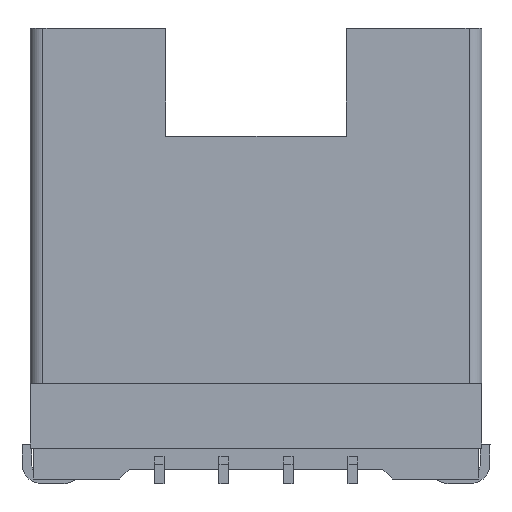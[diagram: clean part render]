
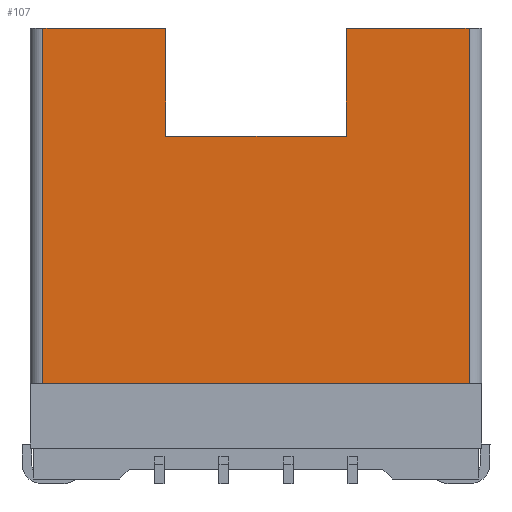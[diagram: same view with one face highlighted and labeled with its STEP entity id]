
A CAD part, left-side view. The second image highlights one B-rep face of the part: STEP entity #107.
In plain terms, the highlighted planar face has unit normal (-1, 0, 0).
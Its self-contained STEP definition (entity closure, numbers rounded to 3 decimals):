
#107=ADVANCED_FACE('',(#361),#362,.T.);
#361=FACE_OUTER_BOUND('',#805,.T.);
#362=PLANE('',#806);
#805=EDGE_LOOP('',(#1470,#1471,#1472,#1473,#1474,#1475,#1476,#1477));
#806=AXIS2_PLACEMENT_3D('',#1478,#1479,#1480);
#1470=ORIENTED_EDGE('',*,*,#3273,.F.);
#1471=ORIENTED_EDGE('',*,*,#3274,.T.);
#1472=ORIENTED_EDGE('',*,*,#3275,.F.);
#1473=ORIENTED_EDGE('',*,*,#3276,.T.);
#1474=ORIENTED_EDGE('',*,*,#3277,.F.);
#1475=ORIENTED_EDGE('',*,*,#3271,.F.);
#1476=ORIENTED_EDGE('',*,*,#3264,.T.);
#1477=ORIENTED_EDGE('',*,*,#3278,.T.);
#1478=CARTESIAN_POINT('',(-36.603,11.635,129.095));
#1479=DIRECTION('',(-1.0,0.,0.));
#1480=DIRECTION('',(0.,0.0,1.0));
#3264=EDGE_CURVE('',#4031,#4029,#4032,.T.);
#3271=EDGE_CURVE('',#4031,#4044,#4045,.T.);
#3273=EDGE_CURVE('',#4047,#4048,#4049,.T.);
#3274=EDGE_CURVE('',#4047,#4050,#4051,.T.);
#3275=EDGE_CURVE('',#4052,#4050,#4053,.T.);
#3276=EDGE_CURVE('',#4052,#4054,#4055,.T.);
#3277=EDGE_CURVE('',#4044,#4054,#4056,.T.);
#3278=EDGE_CURVE('',#4029,#4048,#4057,.T.);
#4029=VERTEX_POINT('',#5299);
#4031=VERTEX_POINT('',#5302);
#4032=LINE('',#5303,#5304);
#4044=VERTEX_POINT('',#5321);
#4045=LINE('',#5322,#5323);
#4047=VERTEX_POINT('',#5325);
#4048=VERTEX_POINT('',#5326);
#4049=LINE('',#5327,#5328);
#4050=VERTEX_POINT('',#5329);
#4051=LINE('',#5330,#5331);
#4052=VERTEX_POINT('',#5332);
#4053=LINE('',#5333,#5334);
#4054=VERTEX_POINT('',#5335);
#4055=LINE('',#5336,#5337);
#4056=LINE('',#5338,#5339);
#4057=LINE('',#5340,#5341);
#5299=CARTESIAN_POINT('',(-36.603,8.385,130.765));
#5302=CARTESIAN_POINT('',(-36.603,6.485,130.765));
#5303=CARTESIAN_POINT('',(-36.603,55.037,130.765));
#5304=VECTOR('',#6731,1.0);
#5321=CARTESIAN_POINT('',(-36.603,6.485,125.265));
#5322=CARTESIAN_POINT('',(-36.603,6.485,127.215));
#5323=VECTOR('',#6740,1.0);
#5325=CARTESIAN_POINT('',(-36.603,11.185,129.095));
#5326=CARTESIAN_POINT('',(-36.603,8.385,129.095));
#5327=CARTESIAN_POINT('',(-36.603,55.037,129.095));
#5328=VECTOR('',#6744,1.0);
#5329=CARTESIAN_POINT('',(-36.603,11.185,130.765));
#5330=CARTESIAN_POINT('',(-36.603,11.185,127.215));
#5331=VECTOR('',#6745,1.0);
#5332=CARTESIAN_POINT('',(-36.603,13.085,130.765));
#5333=CARTESIAN_POINT('',(-36.603,55.037,130.765));
#5334=VECTOR('',#6746,1.0);
#5335=CARTESIAN_POINT('',(-36.603,13.085,125.265));
#5336=CARTESIAN_POINT('',(-36.603,13.085,127.215));
#5337=VECTOR('',#6747,1.0);
#5338=CARTESIAN_POINT('',(-36.603,57.037,125.265));
#5339=VECTOR('',#6748,1.0);
#5340=CARTESIAN_POINT('',(-36.603,8.385,130.765));
#5341=VECTOR('',#6749,1.0);
#6731=DIRECTION('',(0.,1.0,0.));
#6740=DIRECTION('',(0.,0.,-1.0));
#6744=DIRECTION('',(0.,-1.0,0.));
#6745=DIRECTION('',(0.,0.,1.0));
#6746=DIRECTION('',(0.,-1.0,0.));
#6747=DIRECTION('',(0.,0.,-1.0));
#6748=DIRECTION('',(0.,1.0,0.));
#6749=DIRECTION('',(0.,0.,-1.0));
